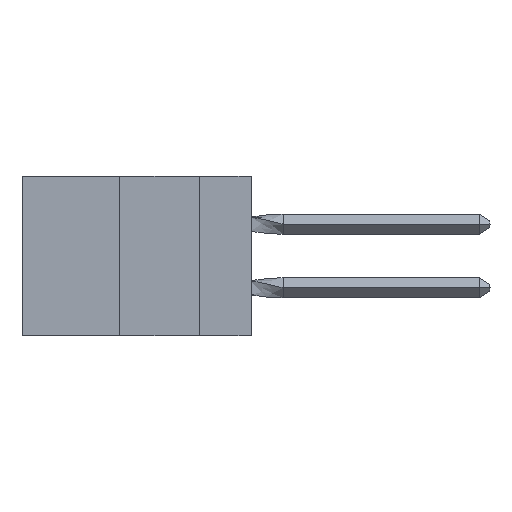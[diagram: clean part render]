
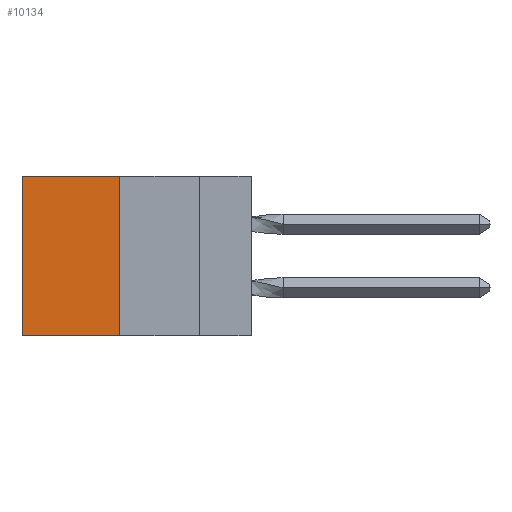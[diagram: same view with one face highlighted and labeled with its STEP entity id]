
A CAD part, left-side view. The second image highlights one B-rep face of the part: STEP entity #10134.
In plain terms, the highlighted planar face has unit normal (-1, 0, 0).
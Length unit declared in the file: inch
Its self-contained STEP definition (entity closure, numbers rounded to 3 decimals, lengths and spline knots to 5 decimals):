
#311 = PLANE ( 'NONE',  #15773 ) ;
#807 = LINE ( 'NONE', #3008, #16091 ) ;
#1387 = CARTESIAN_POINT ( 'NONE',  ( 0.305, 0.413, 0. ) ) ;
#1479 = ORIENTED_EDGE ( 'NONE', *, *, #6260, .F. ) ;
#1936 = DIRECTION ( 'NONE',  ( 1., 0., 0. ) ) ;
#2615 = ORIENTED_EDGE ( 'NONE', *, *, #20020, .T. ) ;
#3008 = CARTESIAN_POINT ( 'NONE',  ( 0.305, 0.413, -0.5 ) ) ;
#3079 = DIRECTION ( 'NONE',  ( 0., 1., 0. ) ) ;
#3519 = CARTESIAN_POINT ( 'NONE',  ( 0.305, 0.413, -0.5 ) ) ;
#3717 = CARTESIAN_POINT ( 'NONE',  ( 0.305, 0.413, -0.5 ) ) ;
#4837 = CARTESIAN_POINT ( 'NONE',  ( 0.305, 0.72, 0. ) ) ;
#5300 = CARTESIAN_POINT ( 'NONE',  ( 0.305, 0.72, -0.5 ) ) ;
#6260 = EDGE_CURVE ( 'NONE', #20566, #7305, #807, .T. ) ;
#6608 = LINE ( 'NONE', #3717, #19016 ) ;
#7305 = VERTEX_POINT ( 'NONE', #20473 ) ;
#7334 = LINE ( 'NONE', #5300, #15757 ) ;
#7923 = DIRECTION ( 'NONE',  ( 0., 1., 0. ) ) ;
#8397 = ORIENTED_EDGE ( 'NONE', *, *, #19100, .T. ) ;
#9279 = VERTEX_POINT ( 'NONE', #11178 ) ;
#10134 = ADVANCED_FACE ( 'NONE', ( #15326 ), #311, .F. ) ;
#11178 = CARTESIAN_POINT ( 'NONE',  ( 0.305, 0.413, 0. ) ) ;
#11411 = VECTOR ( 'NONE', #7923, 39.37008 ) ;
#12923 = VERTEX_POINT ( 'NONE', #4837 ) ;
#13649 = CARTESIAN_POINT ( 'NONE',  ( 0.305, 0.413, -0.5 ) ) ;
#15326 = FACE_OUTER_BOUND ( 'NONE', #17722, .T. ) ;
#15608 = DIRECTION ( 'NONE',  ( 0., 0., -1. ) ) ;
#15757 = VECTOR ( 'NONE', #17909, 39.37008 ) ;
#15773 = AXIS2_PLACEMENT_3D ( 'NONE', #13649, #1936, #15608 ) ;
#16091 = VECTOR ( 'NONE', #3079, 39.37008 ) ;
#17200 = DIRECTION ( 'NONE',  ( 0., 0., -1. ) ) ;
#17722 = EDGE_LOOP ( 'NONE', ( #8397, #1479, #20741, #2615 ) ) ;
#17909 = DIRECTION ( 'NONE',  ( 0., 0., -1. ) ) ;
#19016 = VECTOR ( 'NONE', #17200, 39.37008 ) ;
#19100 = EDGE_CURVE ( 'NONE', #12923, #7305, #7334, .T. ) ;
#20020 = EDGE_CURVE ( 'NONE', #9279, #12923, #20333, .T. ) ;
#20220 = EDGE_CURVE ( 'NONE', #9279, #20566, #6608, .T. ) ;
#20333 = LINE ( 'NONE', #1387, #11411 ) ;
#20473 = CARTESIAN_POINT ( 'NONE',  ( 0.305, 0.72, -0.5 ) ) ;
#20566 = VERTEX_POINT ( 'NONE', #3519 ) ;
#20741 = ORIENTED_EDGE ( 'NONE', *, *, #20220, .F. ) ;
